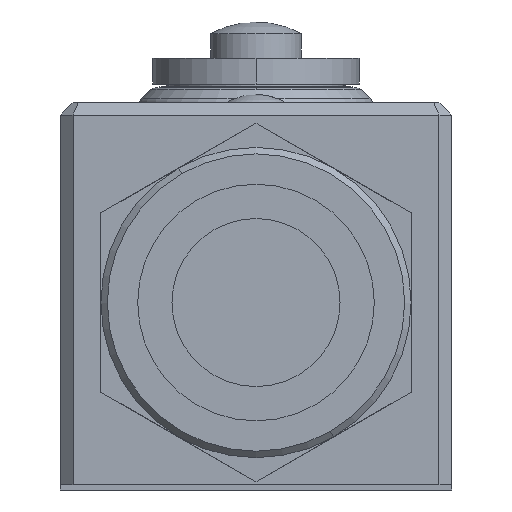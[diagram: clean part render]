
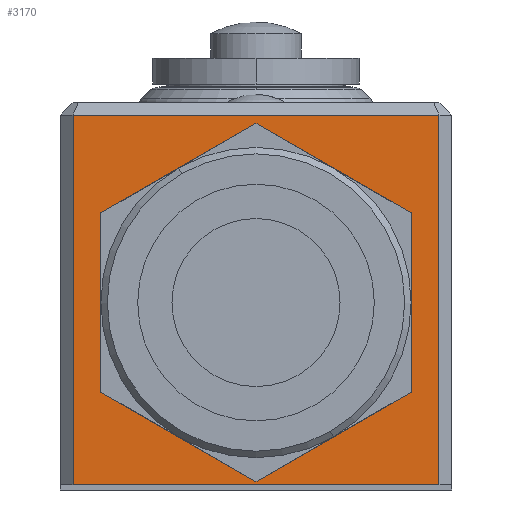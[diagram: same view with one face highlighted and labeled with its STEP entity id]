
A CAD part, front view. The second image highlights one B-rep face of the part: STEP entity #3170.
In plain terms, the highlighted planar face has unit normal (0, -1, 0).
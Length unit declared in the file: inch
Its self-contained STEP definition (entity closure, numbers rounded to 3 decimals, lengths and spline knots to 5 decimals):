
#16 = PLANE ( 'NONE',  #5523 ) ;
#142 = CARTESIAN_POINT ( 'NONE',  ( -0.55709, -2.1063, 0.01575 ) ) ;
#456 = EDGE_LOOP ( 'NONE', ( #3885, #1037 ) ) ;
#516 = ORIENTED_EDGE ( 'NONE', *, *, #8462, .T. ) ;
#539 = DIRECTION ( 'NONE',  ( 1., 0., 0. ) ) ;
#602 = CARTESIAN_POINT ( 'NONE',  ( 0.55709, -2.1063, 1.14173 ) ) ;
#752 = CARTESIAN_POINT ( 'NONE',  ( 0.37402, -2.1063, 0.57087 ) ) ;
#784 = ORIENTED_EDGE ( 'NONE', *, *, #1319, .F. ) ;
#1037 = ORIENTED_EDGE ( 'NONE', *, *, #8457, .T. ) ;
#1045 = CARTESIAN_POINT ( 'NONE',  ( -0.55709, -2.1063, 1.14173 ) ) ;
#1063 = VERTEX_POINT ( 'NONE', #1879 ) ;
#1115 = CARTESIAN_POINT ( 'NONE',  ( 0.55709, -2.1063, 0.01575 ) ) ;
#1266 = VERTEX_POINT ( 'NONE', #8296 ) ;
#1319 = EDGE_CURVE ( 'NONE', #2666, #7597, #7231, .T. ) ;
#1331 = CIRCLE ( 'NONE', #1639, 0.37402 ) ;
#1341 = FACE_BOUND ( 'NONE', #456, .T. ) ;
#1639 = AXIS2_PLACEMENT_3D ( 'NONE', #5688, #8147, #3256 ) ;
#1662 = DIRECTION ( 'NONE',  ( 1., 0., 0. ) ) ;
#1879 = CARTESIAN_POINT ( 'NONE',  ( -0.55709, -2.1063, 0.01575 ) ) ;
#2031 = LINE ( 'NONE', #142, #7321 ) ;
#2241 = DIRECTION ( 'NONE',  ( 0., 0., 1. ) ) ;
#2469 = EDGE_CURVE ( 'NONE', #1063, #1266, #6217, .T. ) ;
#2631 = LINE ( 'NONE', #1115, #7396 ) ;
#2666 = VERTEX_POINT ( 'NONE', #1045 ) ;
#3071 = AXIS2_PLACEMENT_3D ( 'NONE', #6142, #7503, #539 ) ;
#3170 = ADVANCED_FACE ( 'NONE', ( #1341, #7414 ), #16, .T. ) ;
#3256 = DIRECTION ( 'NONE',  ( 1., 0., 0. ) ) ;
#3885 = ORIENTED_EDGE ( 'NONE', *, *, #7551, .T. ) ;
#4812 = DIRECTION ( 'NONE',  ( 0., -1., 0. ) ) ;
#4850 = CARTESIAN_POINT ( 'NONE',  ( -0.55709, -2.1063, 1.14173 ) ) ;
#5493 = DIRECTION ( 'NONE',  ( 0., 0., -1. ) ) ;
#5522 = CARTESIAN_POINT ( 'NONE',  ( 0.55709, -2.1063, 0. ) ) ;
#5523 = AXIS2_PLACEMENT_3D ( 'NONE', #5522, #4812, #5493 ) ;
#5688 = CARTESIAN_POINT ( 'NONE',  ( 0., -2.1063, 0.57087 ) ) ;
#6142 = CARTESIAN_POINT ( 'NONE',  ( 0., -2.1063, 0.57087 ) ) ;
#6215 = ORIENTED_EDGE ( 'NONE', *, *, #2469, .T. ) ;
#6217 = LINE ( 'NONE', #7184, #6657 ) ;
#6632 = CARTESIAN_POINT ( 'NONE',  ( -0.37402, -2.1063, 0.57087 ) ) ;
#6654 = DIRECTION ( 'NONE',  ( 0., 0., 1. ) ) ;
#6657 = VECTOR ( 'NONE', #1662, 39.37008 ) ;
#6777 = EDGE_CURVE ( 'NONE', #1063, #2666, #2031, .T. ) ;
#7014 = DIRECTION ( 'NONE',  ( 1., 0., 0. ) ) ;
#7184 = CARTESIAN_POINT ( 'NONE',  ( -0.55709, -2.1063, 0.01575 ) ) ;
#7231 = LINE ( 'NONE', #4850, #7983 ) ;
#7321 = VECTOR ( 'NONE', #2241, 39.37008 ) ;
#7396 = VECTOR ( 'NONE', #6654, 39.37008 ) ;
#7414 = FACE_OUTER_BOUND ( 'NONE', #7902, .T. ) ;
#7503 = DIRECTION ( 'NONE',  ( 0., 1., 0. ) ) ;
#7551 = EDGE_CURVE ( 'NONE', #7998, #8568, #7949, .T. ) ;
#7597 = VERTEX_POINT ( 'NONE', #602 ) ;
#7902 = EDGE_LOOP ( 'NONE', ( #6215, #516, #784, #8265 ) ) ;
#7949 = CIRCLE ( 'NONE', #3071, 0.37402 ) ;
#7983 = VECTOR ( 'NONE', #7014, 39.37008 ) ;
#7998 = VERTEX_POINT ( 'NONE', #752 ) ;
#8147 = DIRECTION ( 'NONE',  ( 0., 1., 0. ) ) ;
#8265 = ORIENTED_EDGE ( 'NONE', *, *, #6777, .F. ) ;
#8296 = CARTESIAN_POINT ( 'NONE',  ( 0.55709, -2.1063, 0.01575 ) ) ;
#8457 = EDGE_CURVE ( 'NONE', #8568, #7998, #1331, .T. ) ;
#8462 = EDGE_CURVE ( 'NONE', #1266, #7597, #2631, .T. ) ;
#8568 = VERTEX_POINT ( 'NONE', #6632 ) ;
